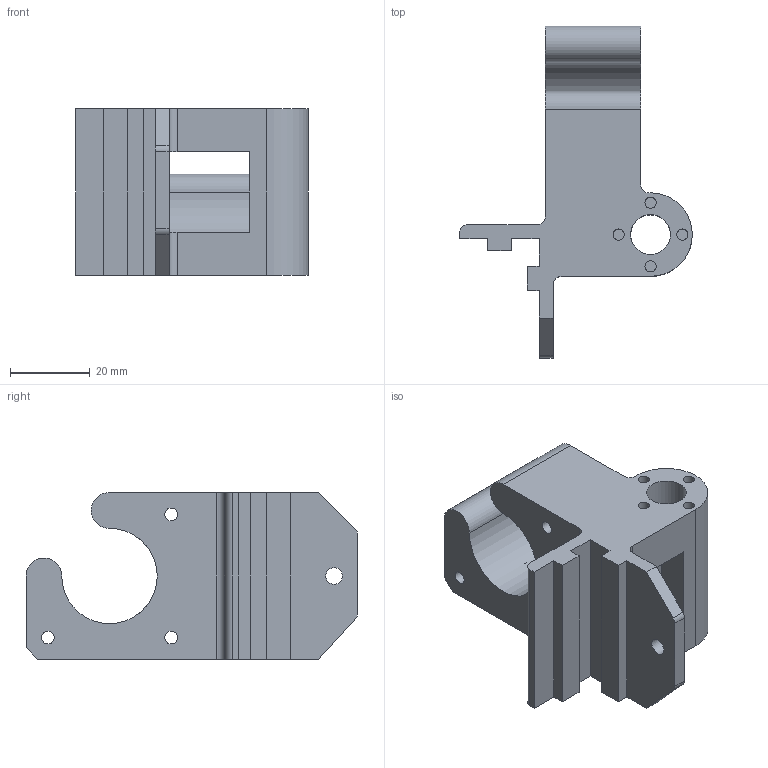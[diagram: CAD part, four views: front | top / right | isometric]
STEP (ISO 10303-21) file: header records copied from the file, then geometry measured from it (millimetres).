
FILE_DESCRIPTION(('FreeCAD Model'),'2;1');
FILE_NAME('x-vslot-motor-holder-2020-TR8-x1.step','2021-05-13T14:12:12',('Author'),(''), 'Open CASCADE STEP processor 7.3','FreeCAD','Unknown');
FILE_SCHEMA(('AUTOMOTIVE_DESIGN { 1 0 10303 214 1 1 1 1 }'));
Length unit declared in the file: millimetre
Products named in the file (1): TR8Mholder
Bounding box: 58.5 x 83.5 x 42 mm (x, y, z)
Volume: 45054.3 mm3; surface area: 19684.5 mm2
Topology: 1 solids, 1 shells, 68 faces, 181 edges, 122 vertices
Faces by surface type: plane 43, cylinder 25
Full cylindrical faces by diameter (mm): 2.6 x2, 2.8 x4, 3.2 x3, 4.2 x1, 6.4 x3, 10 x1
Entity records: 4602 total; most frequent: CARTESIAN_POINT 950, DIRECTION 680, LINE 393, VECTOR 393, ORIENTED_EDGE 362, PCURVE 362, DEFINITIONAL_REPRESENTATION 362, EDGE_CURVE 181
